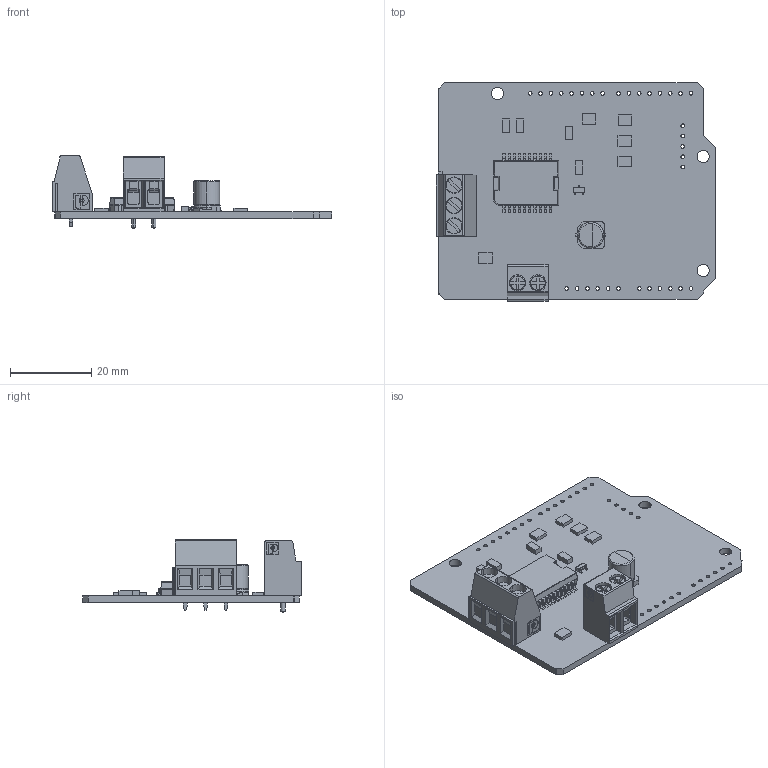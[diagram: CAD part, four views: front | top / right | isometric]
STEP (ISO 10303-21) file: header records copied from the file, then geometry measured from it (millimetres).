
FILE_DESCRIPTION (( 'STEP AP214' ), '1' );
FILE_NAME ('SimpleFOCShield.STEP', '2020-05-10T19:07:15', ( '' ), ( '' ), 'SwSTEP 2.0', 'SolidWorks 2016', '' );
FILE_SCHEMA (( 'AUTOMOTIVE_DESIGN' ));
Length unit declared in the file: millimetre
Products named in the file (42): 37753_RGB15238730; Extruded_2; L6234; User_Library-A3D-003-00012; PULL_A; Extruded; User_Library-BAT54; L6234PD; C3; C4; TB_PWR; R1; 5920131968; TB_M1; PULL_B; R2; C1; C2; BAT1; PULL_I; 2_RGB15238730; Board; CAP1; 5920132160; SimpleFOCShield
Assembly tree (33 placements, depth 4):
  37753_RGB15238730
  Extruded_2
  User_Library-A3D-003-00012
  Extruded
  Extruded
Bounding box: 68.73 x 53.73 x 17.85 mm (x, y, z)
Volume: 3983.8 mm3; surface area: 11721.6 mm2
Topology: 19 solids, 21 shells, 1153 faces, 3063 edges, 1982 vertices
Faces by surface type: plane 837, cylinder 264, bspline 36, cone 8, torus 6, sphere 2
Entity records: 35385 total; most frequent: CARTESIAN_POINT 4938, ORIENTED_EDGE 4306, DIRECTION 4289, EDGE_CURVE 2155, LINE 1577, VECTOR 1577, VERTEX_POINT 1405, AXIS2_PLACEMENT_3D 1356
